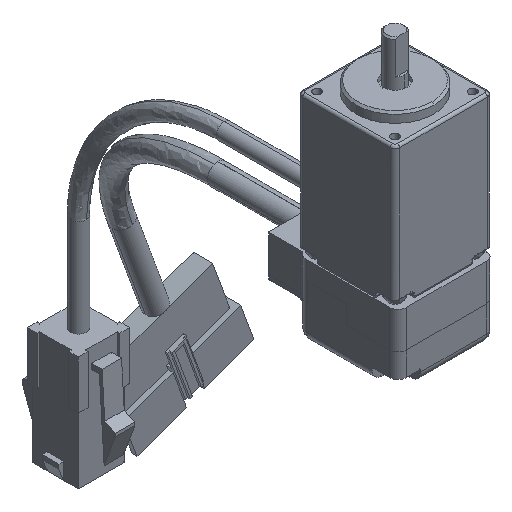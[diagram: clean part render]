
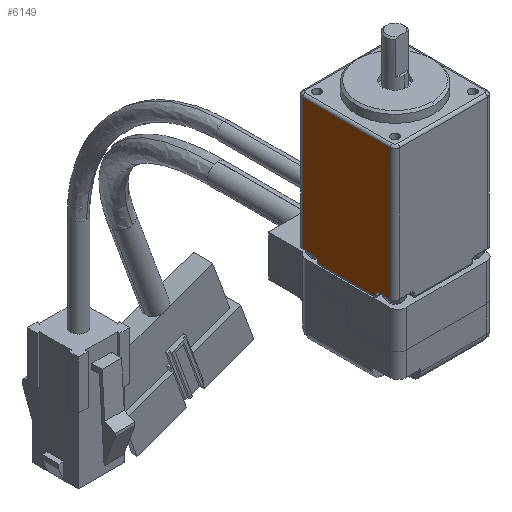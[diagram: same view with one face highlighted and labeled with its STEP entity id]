
A CAD part, isometric view. The second image highlights one B-rep face of the part: STEP entity #6149.
In plain terms, the highlighted planar face has unit normal (-1, 0, 0).
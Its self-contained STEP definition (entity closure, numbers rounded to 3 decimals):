
#2456 = VERTEX_POINT ( 'NONE', #3942 ) ;
#2463 = VERTEX_POINT ( 'NONE', #3941 ) ;
#2464 = VERTEX_POINT ( 'NONE', #3950 ) ;
#2517 = VERTEX_POINT ( 'NONE', #3907 ) ;
#2532 = VERTEX_POINT ( 'NONE', #3888 ) ;
#2533 = VERTEX_POINT ( 'NONE', #3887 ) ;
#2538 = VERTEX_POINT ( 'NONE', #3882 ) ;
#2544 = VERTEX_POINT ( 'NONE', #3875 ) ;
#2621 = VERTEX_POINT ( 'NONE', #3812 ) ;
#2684 = VERTEX_POINT ( 'NONE', #3737 ) ;
#3737 = CARTESIAN_POINT ( 'NONE',  ( 49.272, 3.132, 49.726 ) ) ;
#3812 = CARTESIAN_POINT ( 'NONE',  ( 49.272, 3.132, 22.726 ) ) ;
#3875 = CARTESIAN_POINT ( 'NONE',  ( 49.272, 18.132, 22.226 ) ) ;
#3882 = CARTESIAN_POINT ( 'NONE',  ( 49.272, 21.132, 49.726 ) ) ;
#3887 = CARTESIAN_POINT ( 'NONE',  ( 49.272, 18.132, 21.726 ) ) ;
#3888 = CARTESIAN_POINT ( 'NONE',  ( 49.272, 6.132, 22.226 ) ) ;
#3907 = CARTESIAN_POINT ( 'NONE',  ( 49.272, 18.632, 22.726 ) ) ;
#3941 = CARTESIAN_POINT ( 'NONE',  ( 49.272, 6.132, 21.726 ) ) ;
#3942 = CARTESIAN_POINT ( 'NONE',  ( 49.272, 5.632, 22.726 ) ) ;
#3950 = CARTESIAN_POINT ( 'NONE',  ( 49.272, 21.132, 22.726 ) ) ;
#4915 = EDGE_LOOP ( 'NONE', ( #17319, #17320, #17321, #17322, #17323, #17324, #17325, #17326, #17327, #17328 ) ) ;
#6149 = ADVANCED_FACE ( 'NONE', ( #15109 ), #13543, .T. ) ;
#6435 = AXIS2_PLACEMENT_3D ( 'NONE', #13536, #13546, #13547 ) ;
#7146 = CARTESIAN_POINT ( 'NONE',  ( 49.272, 3.132, 50.226 ) ) ;
#7151 = DIRECTION ( 'NONE',  ( 0., -1., 0. ) ) ;
#7152 = DIRECTION ( 'NONE',  ( 0., 0., 1. ) ) ;
#7153 = DIRECTION ( 'NONE',  ( 0., 1., 0. ) ) ;
#7154 = CARTESIAN_POINT ( 'NONE',  ( 49.272, 21.132, 49.726 ) ) ;
#7155 = CARTESIAN_POINT ( 'NONE',  ( 49.272, 21.132, 22.726 ) ) ;
#7159 = CARTESIAN_POINT ( 'NONE',  ( 49.272, 21.132, 21.726 ) ) ;
#7160 = DIRECTION ( 'NONE',  ( 0., -1., 0. ) ) ;
#7161 = CARTESIAN_POINT ( 'NONE',  ( 49.272, 21.132, 22.726 ) ) ;
#7162 = DIRECTION ( 'NONE',  ( 0., -1., 0. ) ) ;
#7163 = CARTESIAN_POINT ( 'NONE',  ( 49.272, 21.132, 50.226 ) ) ;
#7164 = DIRECTION ( 'NONE',  ( 0., 0., -1. ) ) ;
#9108 = LINE ( 'NONE', #18472, #9112 ) ;
#9112 = VECTOR ( 'NONE', #18473, 1000. ) ;
#10361 = EDGE_CURVE ( 'NONE', #2517, #2544, #15720, .T. ) ;
#10364 = EDGE_CURVE ( 'NONE', #2532, #2456, #15725, .T. ) ;
#10394 = EDGE_CURVE ( 'NONE', #2533, #2544, #15762, .T. ) ;
#10451 = EDGE_CURVE ( 'NONE', #2621, #2684, #15849, .T. ) ;
#10453 = EDGE_CURVE ( 'NONE', #2456, #2621, #15850, .T. ) ;
#10454 = EDGE_CURVE ( 'NONE', #2533, #2463, #15855, .T. ) ;
#10455 = EDGE_CURVE ( 'NONE', #2464, #2517, #15857, .T. ) ;
#10456 = EDGE_CURVE ( 'NONE', #2538, #2464, #15859, .T. ) ;
#10458 = EDGE_CURVE ( 'NONE', #2684, #2538, #15863, .T. ) ;
#11296 = EDGE_CURVE ( 'NONE', #2532, #2463, #9108, .T. ) ;
#11667 = AXIS2_PLACEMENT_3D ( 'NONE', #12833, #12834, #12835 ) ;
#11668 = AXIS2_PLACEMENT_3D ( 'NONE', #12840, #12841, #12842 ) ;
#12833 = CARTESIAN_POINT ( 'NONE',  ( 49.272, 18.632, 22.226 ) ) ;
#12834 = DIRECTION ( 'NONE',  ( 1., 0., 0. ) ) ;
#12835 = DIRECTION ( 'NONE',  ( 0., 0., -1. ) ) ;
#12840 = CARTESIAN_POINT ( 'NONE',  ( 49.272, 5.632, 22.226 ) ) ;
#12841 = DIRECTION ( 'NONE',  ( 1., 0., 0. ) ) ;
#12842 = DIRECTION ( 'NONE',  ( 0., -1., 0. ) ) ;
#12944 = CARTESIAN_POINT ( 'NONE',  ( 49.272, 18.132, 22.726 ) ) ;
#12945 = DIRECTION ( 'NONE',  ( 0., 0., 1. ) ) ;
#13536 = CARTESIAN_POINT ( 'NONE',  ( 49.272, 21.132, 50.226 ) ) ;
#13543 = PLANE ( 'NONE',  #6435 ) ;
#13546 = DIRECTION ( 'NONE',  ( -1., 0., 0. ) ) ;
#13547 = DIRECTION ( 'NONE',  ( 0., -1., 0. ) ) ;
#15109 = FACE_OUTER_BOUND ( 'NONE', #4915, .T. ) ;
#15720 = CIRCLE ( 'NONE', #11667, 0.5 ) ;
#15725 = CIRCLE ( 'NONE', #11668, 0.5 ) ;
#15762 = LINE ( 'NONE', #12944, #15765 ) ;
#15765 = VECTOR ( 'NONE', #12945, 1000. ) ;
#15849 = LINE ( 'NONE', #7146, #15853 ) ;
#15850 = LINE ( 'NONE', #7155, #15856 ) ;
#15853 = VECTOR ( 'NONE', #7152, 1000. ) ;
#15855 = LINE ( 'NONE', #7159, #15858 ) ;
#15856 = VECTOR ( 'NONE', #7151, 1000. ) ;
#15857 = LINE ( 'NONE', #7161, #15860 ) ;
#15858 = VECTOR ( 'NONE', #7160, 1000. ) ;
#15859 = LINE ( 'NONE', #7163, #15862 ) ;
#15860 = VECTOR ( 'NONE', #7162, 1000. ) ;
#15862 = VECTOR ( 'NONE', #7164, 1000. ) ;
#15863 = LINE ( 'NONE', #7154, #15865 ) ;
#15865 = VECTOR ( 'NONE', #7153, 1000. ) ;
#17319 = ORIENTED_EDGE ( 'NONE', *, *, #10453, .T. ) ;
#17320 = ORIENTED_EDGE ( 'NONE', *, *, #10451, .T. ) ;
#17321 = ORIENTED_EDGE ( 'NONE', *, *, #10458, .T. ) ;
#17322 = ORIENTED_EDGE ( 'NONE', *, *, #10456, .T. ) ;
#17323 = ORIENTED_EDGE ( 'NONE', *, *, #10455, .T. ) ;
#17324 = ORIENTED_EDGE ( 'NONE', *, *, #10361, .T. ) ;
#17325 = ORIENTED_EDGE ( 'NONE', *, *, #10394, .F. ) ;
#17326 = ORIENTED_EDGE ( 'NONE', *, *, #10454, .T. ) ;
#17327 = ORIENTED_EDGE ( 'NONE', *, *, #11296, .F. ) ;
#17328 = ORIENTED_EDGE ( 'NONE', *, *, #10364, .T. ) ;
#18472 = CARTESIAN_POINT ( 'NONE',  ( 49.272, 6.132, 21.226 ) ) ;
#18473 = DIRECTION ( 'NONE',  ( 0., 0., -1. ) ) ;
